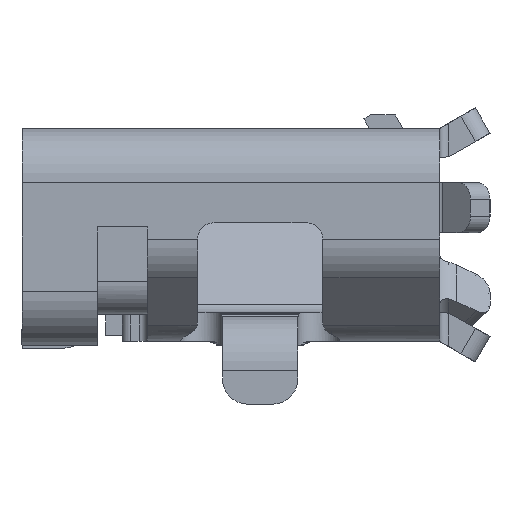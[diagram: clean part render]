
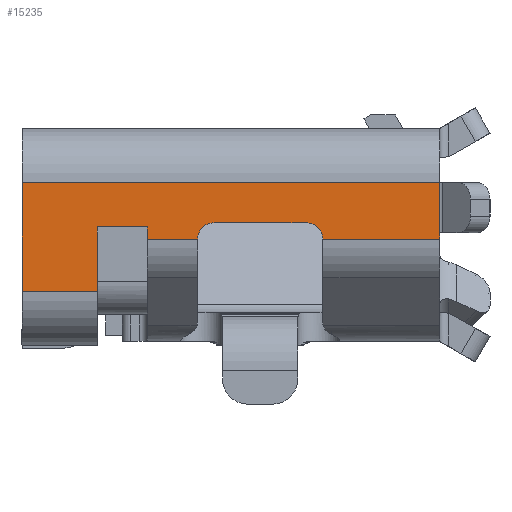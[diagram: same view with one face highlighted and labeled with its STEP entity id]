
A CAD part, left-side view. The second image highlights one B-rep face of the part: STEP entity #15235.
In plain terms, the highlighted planar face has unit normal (-1, 0, 0).
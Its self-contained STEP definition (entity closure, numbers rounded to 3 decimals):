
#187 = EDGE_CURVE ( 'NONE', #14767, #5483, #461, .T. ) ;
#428 = CARTESIAN_POINT ( 'NONE',  ( -6.475, 1.3, 2.764 ) ) ;
#461 = LINE ( 'NONE', #33571, #27631 ) ;
#588 = EDGE_LOOP ( 'NONE', ( #21612, #20704, #14937, #10479, #11560, #23740, #2603, #7432, #21464, #24841, #31341, #22639, #28295 ) ) ;
#1831 = DIRECTION ( 'NONE',  ( 0., 0., 1. ) ) ;
#2040 = CARTESIAN_POINT ( 'NONE',  ( -6.475, 2.8, 1.006 ) ) ;
#2462 = EDGE_CURVE ( 'NONE', #8656, #31115, #32062, .T. ) ;
#2603 = ORIENTED_EDGE ( 'NONE', *, *, #32152, .F. ) ;
#2790 = EDGE_CURVE ( 'NONE', #6347, #6391, #26081, .T. ) ;
#3105 = CARTESIAN_POINT ( 'NONE',  ( -6.475, 5.816, 2.96 ) ) ;
#4402 = CARTESIAN_POINT ( 'NONE',  ( -6.475, -0.8, 2.764 ) ) ;
#4571 = CARTESIAN_POINT ( 'NONE',  ( -6.475, -2.2, 1.006 ) ) ;
#4984 = CARTESIAN_POINT ( 'NONE',  ( -6.475, 1.3, 1.006 ) ) ;
#5275 = CIRCLE ( 'NONE', #6411, 0.2 ) ;
#5414 = CARTESIAN_POINT ( 'NONE',  ( -6.475, 2.8, 3.44 ) ) ;
#5483 = VERTEX_POINT ( 'NONE', #31066 ) ;
#6347 = VERTEX_POINT ( 'NONE', #35322 ) ;
#6391 = VERTEX_POINT ( 'NONE', #21780 ) ;
#6411 = AXIS2_PLACEMENT_3D ( 'NONE', #10190, #32524, #7469 ) ;
#6998 = DIRECTION ( 'NONE',  ( 0., 0., 1. ) ) ;
#7057 = DIRECTION ( 'NONE',  ( 0., 1., 0. ) ) ;
#7250 = VERTEX_POINT ( 'NONE', #22324 ) ;
#7432 = ORIENTED_EDGE ( 'NONE', *, *, #2462, .T. ) ;
#7469 = DIRECTION ( 'NONE',  ( 0., 1., 0. ) ) ;
#7928 = CARTESIAN_POINT ( 'NONE',  ( -6.475, 2.93, 3.477 ) ) ;
#7974 = VERTEX_POINT ( 'NONE', #428 ) ;
#7980 = DIRECTION ( 'NONE',  ( 0., 1., 0. ) ) ;
#8104 = DIRECTION ( 'NONE',  ( 0., 0., 1. ) ) ;
#8146 = EDGE_CURVE ( 'NONE', #7250, #14767, #27120, .T. ) ;
#8656 = VERTEX_POINT ( 'NONE', #29587 ) ;
#8747 = DIRECTION ( 'NONE',  ( 0., 1., 0. ) ) ;
#9208 = VECTOR ( 'NONE', #7980, 1000. ) ;
#9638 = DIRECTION ( 'NONE',  ( 0., 1., 0. ) ) ;
#10190 = CARTESIAN_POINT ( 'NONE',  ( -6.475, 0.5, 2.76 ) ) ;
#10479 = ORIENTED_EDGE ( 'NONE', *, *, #12863, .F. ) ;
#11560 = ORIENTED_EDGE ( 'NONE', *, *, #31599, .F. ) ;
#11735 = AXIS2_PLACEMENT_3D ( 'NONE', #7928, #33514, #8104 ) ;
#12863 = EDGE_CURVE ( 'NONE', #7974, #6347, #30063, .T. ) ;
#13410 = VECTOR ( 'NONE', #36109, 1000. ) ;
#14099 = CARTESIAN_POINT ( 'NONE',  ( -6.475, -2.2, 2.84 ) ) ;
#14767 = VERTEX_POINT ( 'NONE', #5414 ) ;
#14881 = CARTESIAN_POINT ( 'NONE',  ( -6.475, 0.7, 2.764 ) ) ;
#14937 = ORIENTED_EDGE ( 'NONE', *, *, #2790, .F. ) ;
#15235 = ADVANCED_FACE ( 'NONE', ( #35724 ), #33165, .T. ) ;
#15471 = LINE ( 'NONE', #26630, #13410 ) ;
#16100 = VERTEX_POINT ( 'NONE', #14881 ) ;
#16296 = AXIS2_PLACEMENT_3D ( 'NONE', #21007, #23376, #9638 ) ;
#16869 = EDGE_CURVE ( 'NONE', #34385, #7250, #27374, .T. ) ;
#18417 = CARTESIAN_POINT ( 'NONE',  ( -6.475, 5.816, 2.91 ) ) ;
#18552 = VECTOR ( 'NONE', #1831, 1000. ) ;
#18691 = LINE ( 'NONE', #4571, #18552 ) ;
#19074 = CARTESIAN_POINT ( 'NONE',  ( -6.475, -2.2, 3.44 ) ) ;
#19101 = VERTEX_POINT ( 'NONE', #29158 ) ;
#20320 = DIRECTION ( 'NONE',  ( 0., 1., 0. ) ) ;
#20704 = ORIENTED_EDGE ( 'NONE', *, *, #34548, .T. ) ;
#21007 = CARTESIAN_POINT ( 'NONE',  ( -6.475, -0.6, 2.76 ) ) ;
#21172 = VECTOR ( 'NONE', #8747, 1000. ) ;
#21464 = ORIENTED_EDGE ( 'NONE', *, *, #28534, .F. ) ;
#21575 = CARTESIAN_POINT ( 'NONE',  ( -6.475, 1.9, 1.006 ) ) ;
#21612 = ORIENTED_EDGE ( 'NONE', *, *, #16869, .F. ) ;
#21780 = CARTESIAN_POINT ( 'NONE',  ( -6.475, 1.9, 2.91 ) ) ;
#21806 = LINE ( 'NONE', #19074, #24461 ) ;
#21947 = VECTOR ( 'NONE', #6998, 1000. ) ;
#22324 = CARTESIAN_POINT ( 'NONE',  ( -6.475, 2.8, 2.14 ) ) ;
#22525 = LINE ( 'NONE', #3105, #34056 ) ;
#22639 = ORIENTED_EDGE ( 'NONE', *, *, #187, .F. ) ;
#23324 = VERTEX_POINT ( 'NONE', #31181 ) ;
#23376 = DIRECTION ( 'NONE',  ( 1., 0., 0. ) ) ;
#23740 = ORIENTED_EDGE ( 'NONE', *, *, #29064, .T. ) ;
#24461 = VECTOR ( 'NONE', #30233, 1000. ) ;
#24841 = ORIENTED_EDGE ( 'NONE', *, *, #25849, .T. ) ;
#25411 = LINE ( 'NONE', #33621, #21172 ) ;
#25820 = VECTOR ( 'NONE', #26938, 1000. ) ;
#25849 = EDGE_CURVE ( 'NONE', #23324, #31245, #18691, .T. ) ;
#26081 = LINE ( 'NONE', #18417, #30622 ) ;
#26630 = CARTESIAN_POINT ( 'NONE',  ( -6.475, -2.2, 2.764 ) ) ;
#26938 = DIRECTION ( 'NONE',  ( 0., 0., 1. ) ) ;
#27120 = LINE ( 'NONE', #2040, #21947 ) ;
#27374 = LINE ( 'NONE', #35950, #9208 ) ;
#27596 = DIRECTION ( 'NONE',  ( 0., 0., 1. ) ) ;
#27616 = EDGE_CURVE ( 'NONE', #5483, #31245, #21806, .T. ) ;
#27631 = VECTOR ( 'NONE', #33757, 1000. ) ;
#28295 = ORIENTED_EDGE ( 'NONE', *, *, #8146, .F. ) ;
#28534 = EDGE_CURVE ( 'NONE', #23324, #31115, #15471, .T. ) ;
#29062 = LINE ( 'NONE', #21575, #31723 ) ;
#29064 = EDGE_CURVE ( 'NONE', #16100, #19101, #5275, .T. ) ;
#29158 = CARTESIAN_POINT ( 'NONE',  ( -6.475, 0.5, 2.96 ) ) ;
#29587 = CARTESIAN_POINT ( 'NONE',  ( -6.475, -0.6, 2.96 ) ) ;
#30063 = LINE ( 'NONE', #4984, #25820 ) ;
#30233 = DIRECTION ( 'NONE',  ( 0., 0., -1. ) ) ;
#30578 = CARTESIAN_POINT ( 'NONE',  ( -6.475, 1.9, 2.14 ) ) ;
#30622 = VECTOR ( 'NONE', #7057, 1000. ) ;
#31066 = CARTESIAN_POINT ( 'NONE',  ( -6.475, -2.2, 3.44 ) ) ;
#31115 = VERTEX_POINT ( 'NONE', #4402 ) ;
#31181 = CARTESIAN_POINT ( 'NONE',  ( -6.475, -2.2, 2.764 ) ) ;
#31245 = VERTEX_POINT ( 'NONE', #14099 ) ;
#31341 = ORIENTED_EDGE ( 'NONE', *, *, #27616, .F. ) ;
#31599 = EDGE_CURVE ( 'NONE', #16100, #7974, #25411, .T. ) ;
#31723 = VECTOR ( 'NONE', #27596, 1000. ) ;
#32062 = CIRCLE ( 'NONE', #16296, 0.2 ) ;
#32152 = EDGE_CURVE ( 'NONE', #8656, #19101, #22525, .T. ) ;
#32524 = DIRECTION ( 'NONE',  ( 1., 0., 0. ) ) ;
#33165 = PLANE ( 'NONE',  #11735 ) ;
#33514 = DIRECTION ( 'NONE',  ( -1., 0., 0. ) ) ;
#33571 = CARTESIAN_POINT ( 'NONE',  ( -6.475, 2.8, 3.44 ) ) ;
#33621 = CARTESIAN_POINT ( 'NONE',  ( -6.475, 0.7, 2.764 ) ) ;
#33757 = DIRECTION ( 'NONE',  ( 0., -1., 0. ) ) ;
#34056 = VECTOR ( 'NONE', #20320, 1000. ) ;
#34385 = VERTEX_POINT ( 'NONE', #30578 ) ;
#34548 = EDGE_CURVE ( 'NONE', #34385, #6391, #29062, .T. ) ;
#35322 = CARTESIAN_POINT ( 'NONE',  ( -6.475, 1.3, 2.91 ) ) ;
#35724 = FACE_OUTER_BOUND ( 'NONE', #588, .T. ) ;
#35950 = CARTESIAN_POINT ( 'NONE',  ( -6.475, 1.9, 2.14 ) ) ;
#36109 = DIRECTION ( 'NONE',  ( 0., 1., 0. ) ) ;
